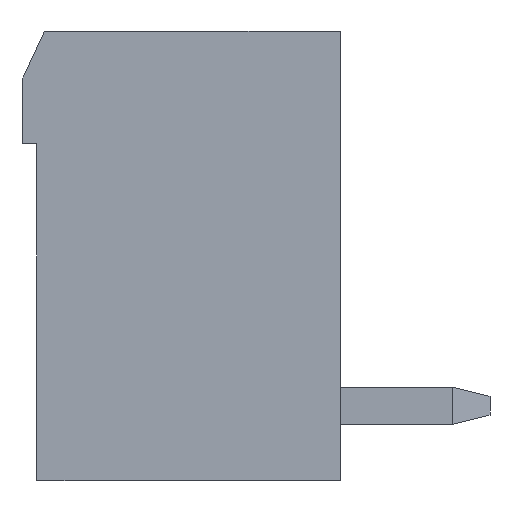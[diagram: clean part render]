
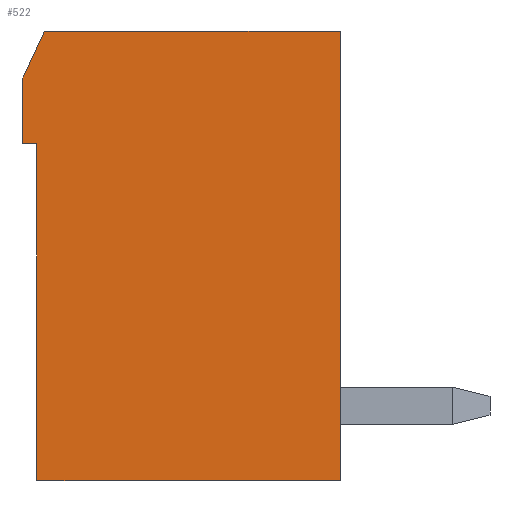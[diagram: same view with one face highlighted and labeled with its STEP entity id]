
A CAD part, left-side view. The second image highlights one B-rep face of the part: STEP entity #522.
In plain terms, the highlighted planar face has unit normal (-1, 0, 0).
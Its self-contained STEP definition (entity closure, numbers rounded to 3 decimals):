
#522 = ADVANCED_FACE( '', ( #1028 ), #1029, .F. );
#1028 = FACE_OUTER_BOUND( '', #1525, .T. );
#1029 = PLANE( '', #1526 );
#1525 = EDGE_LOOP( '', ( #2816, #2817, #2818, #2819, #2820, #2821, #2822 ) );
#1526 = AXIS2_PLACEMENT_3D( '', #2823, #2824, #2825 );
#2816 = ORIENTED_EDGE( '', *, *, #3317, .F. );
#2817 = ORIENTED_EDGE( '', *, *, #3244, .F. );
#2818 = ORIENTED_EDGE( '', *, *, #3517, .F. );
#2819 = ORIENTED_EDGE( '', *, *, #3407, .F. );
#2820 = ORIENTED_EDGE( '', *, *, #3337, .F. );
#2821 = ORIENTED_EDGE( '', *, *, #3371, .F. );
#2822 = ORIENTED_EDGE( '', *, *, #3518, .F. );
#2823 = CARTESIAN_POINT( '', ( -10., 0., 0. ) );
#2824 = DIRECTION( '', ( 1., 0., 0. ) );
#2825 = DIRECTION( '', ( 0., 0., -1. ) );
#3244 = EDGE_CURVE( '', #3964, #3966, #3967, .T. );
#3317 = EDGE_CURVE( '', #3966, #4078, #4079, .T. );
#3337 = EDGE_CURVE( '', #4106, #4104, #4108, .T. );
#3371 = EDGE_CURVE( '', #4154, #4106, #4156, .T. );
#3407 = EDGE_CURVE( '', #4104, #4198, #4200, .T. );
#3517 = EDGE_CURVE( '', #4198, #3964, #4327, .T. );
#3518 = EDGE_CURVE( '', #4078, #4154, #4328, .T. );
#3964 = VERTEX_POINT( '', #5100 );
#3966 = VERTEX_POINT( '', #5103 );
#3967 = LINE( '', #5104, #5105 );
#4078 = VERTEX_POINT( '', #5270 );
#4079 = LINE( '', #5271, #5272 );
#4104 = VERTEX_POINT( '', #5329 );
#4106 = VERTEX_POINT( '', #5332 );
#4108 = LINE( '', #5335, #5336 );
#4154 = VERTEX_POINT( '', #5446 );
#4156 = LINE( '', #5449, #5450 );
#4198 = VERTEX_POINT( '', #5515 );
#4200 = LINE( '', #5518, #5519 );
#4327 = LINE( '', #5719, #5720 );
#4328 = LINE( '', #5721, #5722 );
#5100 = CARTESIAN_POINT( '', ( -10., 4.25, 4.7 ) );
#5103 = CARTESIAN_POINT( '', ( -10., 3.65, 6. ) );
#5104 = CARTESIAN_POINT( '', ( -10., 4.25, 4.7 ) );
#5105 = VECTOR( '', #6000, 1000. );
#5270 = CARTESIAN_POINT( '', ( -10., -4.25, 6. ) );
#5271 = CARTESIAN_POINT( '', ( -10., 3.65, 6. ) );
#5272 = VECTOR( '', #6064, 1000. );
#5329 = CARTESIAN_POINT( '', ( -10., 3.85, 3. ) );
#5332 = CARTESIAN_POINT( '', ( -10., 3.85, -6. ) );
#5335 = CARTESIAN_POINT( '', ( -10., 3.85, -6. ) );
#5336 = VECTOR( '', #6081, 1000. );
#5446 = CARTESIAN_POINT( '', ( -10., -4.25, -6. ) );
#5449 = CARTESIAN_POINT( '', ( -10., -4.25, -6. ) );
#5450 = VECTOR( '', #6108, 1000. );
#5515 = CARTESIAN_POINT( '', ( -10., 4.25, 3. ) );
#5518 = CARTESIAN_POINT( '', ( -10., 3.85, 3. ) );
#5519 = VECTOR( '', #6136, 1000. );
#5719 = CARTESIAN_POINT( '', ( -10., 4.25, 3. ) );
#5720 = VECTOR( '', #6207, 1000. );
#5721 = CARTESIAN_POINT( '', ( -10., -4.25, 6. ) );
#5722 = VECTOR( '', #6208, 1000. );
#6000 = DIRECTION( '', ( 0., -0.419, 0.908 ) );
#6064 = DIRECTION( '', ( 0., -1., 0. ) );
#6081 = DIRECTION( '', ( 0., 0., 1. ) );
#6108 = DIRECTION( '', ( 0., 1., 0. ) );
#6136 = DIRECTION( '', ( 0., 1., 0. ) );
#6207 = DIRECTION( '', ( 0., 0., 1. ) );
#6208 = DIRECTION( '', ( 0., 0., -1. ) );
